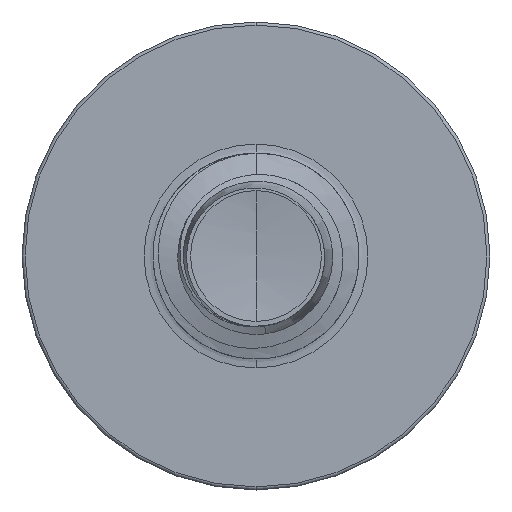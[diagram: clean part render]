
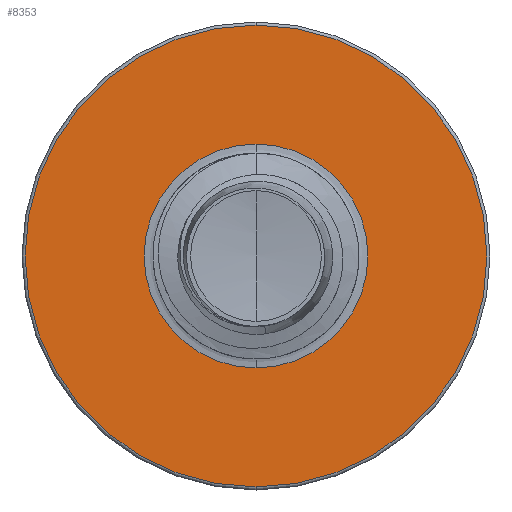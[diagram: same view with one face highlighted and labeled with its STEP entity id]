
A CAD part, front view. The second image highlights one B-rep face of the part: STEP entity #8353.
In plain terms, the highlighted planar face has unit normal (0, -1, 0).
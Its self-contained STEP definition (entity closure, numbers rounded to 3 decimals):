
#136 = ORIENTED_EDGE ( 'NONE', *, *, #14819, .F. ) ;
#527 = EDGE_LOOP ( 'NONE', ( #12948, #16079 ) ) ;
#1252 = AXIS2_PLACEMENT_3D ( 'NONE', #10797, #20000, #12370 ) ;
#1311 = AXIS2_PLACEMENT_3D ( 'NONE', #16061, #7433, #17252 ) ;
#3448 = DIRECTION ( 'NONE',  ( 0., 1., 0. ) ) ;
#4906 = CARTESIAN_POINT ( 'NONE',  ( 0., 6., -2.467 ) ) ;
#6439 = EDGE_CURVE ( 'NONE', #11567, #6964, #12732, .T. ) ;
#6964 = VERTEX_POINT ( 'NONE', #16672 ) ;
#7433 = DIRECTION ( 'NONE',  ( 0., 1., 0. ) ) ;
#7700 = AXIS2_PLACEMENT_3D ( 'NONE', #13451, #3448, #14693 ) ;
#8353 = ADVANCED_FACE ( 'NONE', ( #14509, #14122 ), #12288, .F. ) ;
#9807 = CIRCLE ( 'NONE', #7700, 2.467 ) ;
#10212 = EDGE_LOOP ( 'NONE', ( #136, #12334 ) ) ;
#10797 = CARTESIAN_POINT ( 'NONE',  ( 0., 6., 0. ) ) ;
#10851 = VERTEX_POINT ( 'NONE', #4906 ) ;
#11062 = CARTESIAN_POINT ( 'NONE',  ( 0., 6., 2.467 ) ) ;
#11200 = AXIS2_PLACEMENT_3D ( 'NONE', #12262, #12403, #12243 ) ;
#11249 = CIRCLE ( 'NONE', #1252, 2.467 ) ;
#11567 = VERTEX_POINT ( 'NONE', #19899 ) ;
#12243 = DIRECTION ( 'NONE',  ( 0., 0., 1. ) ) ;
#12262 = CARTESIAN_POINT ( 'NONE',  ( 0., 6., -1.196 ) ) ;
#12288 = PLANE ( 'NONE',  #11200 ) ;
#12334 = ORIENTED_EDGE ( 'NONE', *, *, #18369, .F. ) ;
#12370 = DIRECTION ( 'NONE',  ( 0., 0., 1. ) ) ;
#12385 = AXIS2_PLACEMENT_3D ( 'NONE', #18355, #18354, #18054 ) ;
#12403 = DIRECTION ( 'NONE',  ( 0., 1., 0. ) ) ;
#12732 = CIRCLE ( 'NONE', #12385, 1.196 ) ;
#12948 = ORIENTED_EDGE ( 'NONE', *, *, #18347, .T. ) ;
#13451 = CARTESIAN_POINT ( 'NONE',  ( 0., 6., 0. ) ) ;
#14122 = FACE_BOUND ( 'NONE', #527, .T. ) ;
#14509 = FACE_OUTER_BOUND ( 'NONE', #10212, .T. ) ;
#14693 = DIRECTION ( 'NONE',  ( 0., 0., 1. ) ) ;
#14819 = EDGE_CURVE ( 'NONE', #18547, #10851, #9807, .T. ) ;
#16061 = CARTESIAN_POINT ( 'NONE',  ( 0., 6., 0. ) ) ;
#16079 = ORIENTED_EDGE ( 'NONE', *, *, #6439, .T. ) ;
#16672 = CARTESIAN_POINT ( 'NONE',  ( 0., 6., 1.196 ) ) ;
#17252 = DIRECTION ( 'NONE',  ( 0., 0., 1. ) ) ;
#18054 = DIRECTION ( 'NONE',  ( 0., 0., 1. ) ) ;
#18068 = CIRCLE ( 'NONE', #1311, 1.196 ) ;
#18347 = EDGE_CURVE ( 'NONE', #6964, #11567, #18068, .T. ) ;
#18354 = DIRECTION ( 'NONE',  ( 0., 1., 0. ) ) ;
#18355 = CARTESIAN_POINT ( 'NONE',  ( 0., 6., 0. ) ) ;
#18369 = EDGE_CURVE ( 'NONE', #10851, #18547, #11249, .T. ) ;
#18547 = VERTEX_POINT ( 'NONE', #11062 ) ;
#19899 = CARTESIAN_POINT ( 'NONE',  ( 0., 6., -1.196 ) ) ;
#20000 = DIRECTION ( 'NONE',  ( 0., 1., 0. ) ) ;
